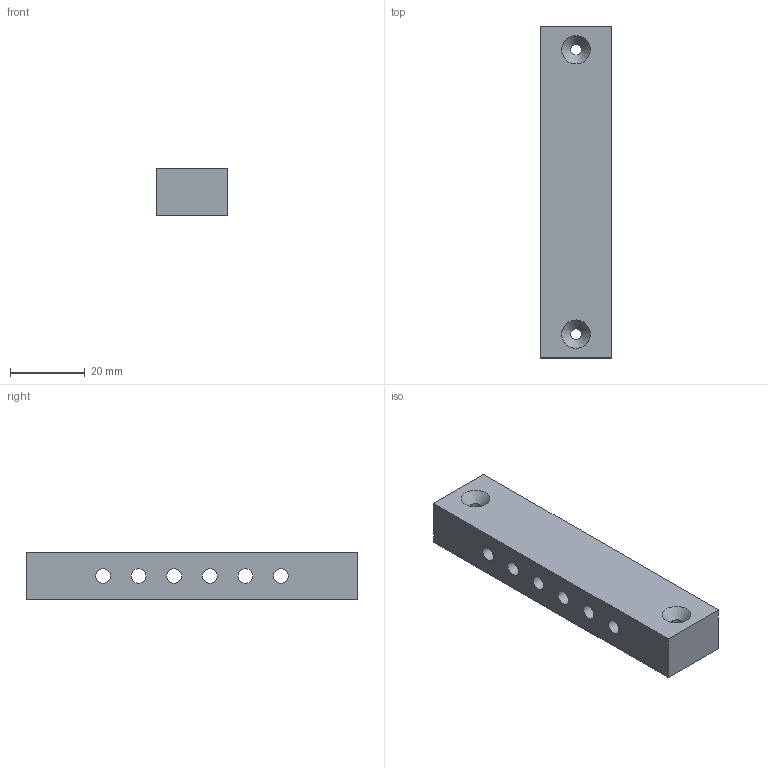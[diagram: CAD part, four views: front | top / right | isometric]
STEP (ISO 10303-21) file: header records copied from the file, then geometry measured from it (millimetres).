
FILE_DESCRIPTION(/* description */ (''),/* implementation_level */ '2;1');
FILE_NAME(/* name */ 'nail_block.stp',/* time_stamp */ '2017-10-11T19:27:35-04:00',/* author */ ('Mark'),/* organization */ (''),/* preprocessor_version */ 'ST-DEVELOPER v16.1',/* originating_system */ 'Autodesk Inventor 2016',/* authorisation */ '');
FILE_SCHEMA (('AUTOMOTIVE_DESIGN { 1 0 10303 214 3 1 1 }'));
Length unit declared in the file: inch
Products named in the file (1): nail_block
Bounding box: 19.05 x 88.9 x 12.7 mm (x, y, z)
Volume: 19777.1 mm3; surface area: 7583.5 mm2
Topology: 1 solids, 1 shells, 19 faces, 54 edges, 37 vertices
Faces by surface type: cylinder 8, plane 6, cone 5
Full cylindrical faces by diameter (mm): 2.946 x2, 3.969 x6
Entity records: 554 total; most frequent: DIRECTION 94, CARTESIAN_POINT 82, ORIENTED_EDGE 66, EDGE_LOOP 48, AXIS2_PLACEMENT_3D 41, EDGE_CURVE 33, FACE_BOUND 29, VERTEX_POINT 29
